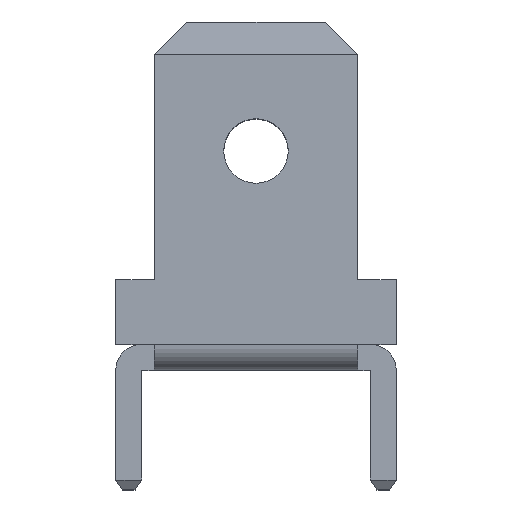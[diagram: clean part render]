
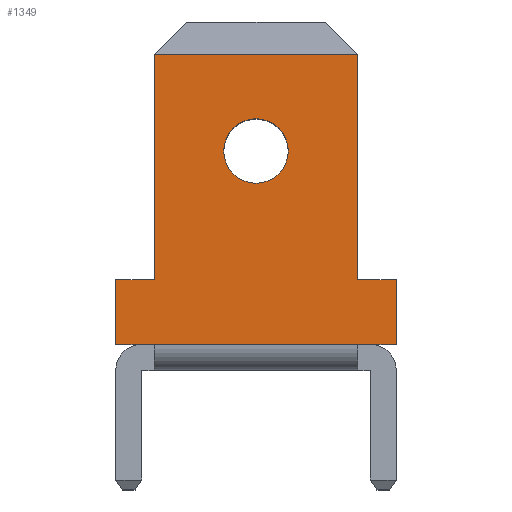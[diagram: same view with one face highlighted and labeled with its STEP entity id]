
A CAD part, top view. The second image highlights one B-rep face of the part: STEP entity #1349.
In plain terms, the highlighted planar face has unit normal (0, 0, 1).
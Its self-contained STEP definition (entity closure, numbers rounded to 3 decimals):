
#9 = CIRCLE ( 'NONE', #2256, 1. ) ;
#34 = ORIENTED_EDGE ( 'NONE', *, *, #1189, .T. ) ;
#49 = CARTESIAN_POINT ( 'NONE',  ( 3.15, 9.8, 4.7 ) ) ;
#84 = EDGE_CURVE ( 'NONE', #266, #2087, #955, .T. ) ;
#85 = VERTEX_POINT ( 'NONE', #1543 ) ;
#100 = VECTOR ( 'NONE', #1881, 1000. ) ;
#142 = LINE ( 'NONE', #1536, #262 ) ;
#204 = DIRECTION ( 'NONE',  ( 1., 0., 0. ) ) ;
#234 = DIRECTION ( 'NONE',  ( 1., 0., 0. ) ) ;
#250 = VERTEX_POINT ( 'NONE', #2580 ) ;
#261 = EDGE_CURVE ( 'NONE', #85, #289, #1639, .T. ) ;
#262 = VECTOR ( 'NONE', #755, 1000. ) ;
#266 = VERTEX_POINT ( 'NONE', #1383 ) ;
#280 = EDGE_CURVE ( 'NONE', #2070, #250, #833, .T. ) ;
#289 = VERTEX_POINT ( 'NONE', #2440 ) ;
#361 = ORIENTED_EDGE ( 'NONE', *, *, #1181, .T. ) ;
#408 = VERTEX_POINT ( 'NONE', #498 ) ;
#430 = CARTESIAN_POINT ( 'NONE',  ( 0., 6.8, 4.7 ) ) ;
#475 = EDGE_CURVE ( 'NONE', #1959, #266, #865, .T. ) ;
#488 = LINE ( 'NONE', #2458, #100 ) ;
#498 = CARTESIAN_POINT ( 'NONE',  ( -3.15, 0.8, 4.7 ) ) ;
#509 = VERTEX_POINT ( 'NONE', #949 ) ;
#522 = EDGE_CURVE ( 'NONE', #408, #840, #142, .T. ) ;
#579 = CARTESIAN_POINT ( 'NONE',  ( -3.15, 9.8, 4.7 ) ) ;
#691 = VECTOR ( 'NONE', #2331, 1000. ) ;
#738 = LINE ( 'NONE', #920, #2462 ) ;
#741 = CARTESIAN_POINT ( 'NONE',  ( 4.35, 2.8, 4.7 ) ) ;
#742 = AXIS2_PLACEMENT_3D ( 'NONE', #1563, #1184, #204 ) ;
#747 = CARTESIAN_POINT ( 'NONE',  ( 0., 0.8, 4.7 ) ) ;
#755 = DIRECTION ( 'NONE',  ( -1., 0., 0. ) ) ;
#765 = CARTESIAN_POINT ( 'NONE',  ( -4.35, 2.8, 4.7 ) ) ;
#781 = ORIENTED_EDGE ( 'NONE', *, *, #475, .F. ) ;
#833 = LINE ( 'NONE', #2431, #1850 ) ;
#840 = VERTEX_POINT ( 'NONE', #2436 ) ;
#865 = LINE ( 'NONE', #741, #2519 ) ;
#880 = EDGE_CURVE ( 'NONE', #408, #2087, #488, .T. ) ;
#920 = CARTESIAN_POINT ( 'NONE',  ( 0., 2.8, 4.7 ) ) ;
#949 = CARTESIAN_POINT ( 'NONE',  ( -3.15, 2.8, 4.7 ) ) ;
#955 = LINE ( 'NONE', #747, #691 ) ;
#972 = DIRECTION ( 'NONE',  ( 0., -1., 0. ) ) ;
#1003 = VECTOR ( 'NONE', #1571, 1000. ) ;
#1083 = DIRECTION ( 'NONE',  ( 1., 0., 0. ) ) ;
#1126 = LINE ( 'NONE', #1713, #1849 ) ;
#1128 = VECTOR ( 'NONE', #972, 1000. ) ;
#1181 = EDGE_CURVE ( 'NONE', #1402, #840, #2544, .T. ) ;
#1184 = DIRECTION ( 'NONE',  ( 0., 0., 1. ) ) ;
#1189 = EDGE_CURVE ( 'NONE', #509, #1402, #1518, .T. ) ;
#1209 = EDGE_CURVE ( 'NONE', #1959, #250, #738, .T. ) ;
#1228 = EDGE_CURVE ( 'NONE', #289, #85, #9, .T. ) ;
#1281 = CARTESIAN_POINT ( 'NONE',  ( -3.5, 9.8, 4.7 ) ) ;
#1282 = ORIENTED_EDGE ( 'NONE', *, *, #2128, .T. ) ;
#1301 = ORIENTED_EDGE ( 'NONE', *, *, #880, .T. ) ;
#1349 = ADVANCED_FACE ( 'NONE', ( #1995, #2380 ), #2563, .T. ) ;
#1374 = DIRECTION ( 'NONE',  ( 0., 0., 1. ) ) ;
#1383 = CARTESIAN_POINT ( 'NONE',  ( 4.35, 0.8, 4.7 ) ) ;
#1402 = VERTEX_POINT ( 'NONE', #2549 ) ;
#1484 = EDGE_LOOP ( 'NONE', ( #2048, #1912 ) ) ;
#1486 = ORIENTED_EDGE ( 'NONE', *, *, #280, .F. ) ;
#1518 = LINE ( 'NONE', #2321, #1003 ) ;
#1531 = ORIENTED_EDGE ( 'NONE', *, *, #1951, .F. ) ;
#1536 = CARTESIAN_POINT ( 'NONE',  ( 0., 0.8, 4.7 ) ) ;
#1543 = CARTESIAN_POINT ( 'NONE',  ( 1., 6.8, 4.7 ) ) ;
#1563 = CARTESIAN_POINT ( 'NONE',  ( 0., 2.8, 4.7 ) ) ;
#1571 = DIRECTION ( 'NONE',  ( -1., 0., 0. ) ) ;
#1589 = LINE ( 'NONE', #1281, #1899 ) ;
#1639 = CIRCLE ( 'NONE', #2531, 1. ) ;
#1681 = ORIENTED_EDGE ( 'NONE', *, *, #1209, .T. ) ;
#1713 = CARTESIAN_POINT ( 'NONE',  ( -3.15, 10.8, 4.7 ) ) ;
#1788 = CARTESIAN_POINT ( 'NONE',  ( 0., 6.8, 4.7 ) ) ;
#1849 = VECTOR ( 'NONE', #2094, 1000. ) ;
#1850 = VECTOR ( 'NONE', #2246, 1000. ) ;
#1881 = DIRECTION ( 'NONE',  ( 1., 0., 0. ) ) ;
#1899 = VECTOR ( 'NONE', #1083, 1000. ) ;
#1912 = ORIENTED_EDGE ( 'NONE', *, *, #1228, .F. ) ;
#1947 = DIRECTION ( 'NONE',  ( 0., -1., 0. ) ) ;
#1951 = EDGE_CURVE ( 'NONE', #2492, #2070, #1589, .T. ) ;
#1959 = VERTEX_POINT ( 'NONE', #2232 ) ;
#1970 = ORIENTED_EDGE ( 'NONE', *, *, #84, .F. ) ;
#1992 = DIRECTION ( 'NONE',  ( 1., 0., 0. ) ) ;
#1995 = FACE_OUTER_BOUND ( 'NONE', #2219, .T. ) ;
#2021 = DIRECTION ( 'NONE',  ( 0., 0., 1. ) ) ;
#2048 = ORIENTED_EDGE ( 'NONE', *, *, #261, .F. ) ;
#2070 = VERTEX_POINT ( 'NONE', #49 ) ;
#2087 = VERTEX_POINT ( 'NONE', #2140 ) ;
#2094 = DIRECTION ( 'NONE',  ( 0., -1., 0. ) ) ;
#2128 = EDGE_CURVE ( 'NONE', #2492, #509, #1126, .T. ) ;
#2140 = CARTESIAN_POINT ( 'NONE',  ( 3.15, 0.8, 4.7 ) ) ;
#2219 = EDGE_LOOP ( 'NONE', ( #1531, #1282, #34, #361, #2296, #1301, #1970, #781, #1681, #1486 ) ) ;
#2232 = CARTESIAN_POINT ( 'NONE',  ( 4.35, 2.8, 4.7 ) ) ;
#2246 = DIRECTION ( 'NONE',  ( 0., -1., 0. ) ) ;
#2256 = AXIS2_PLACEMENT_3D ( 'NONE', #1788, #1374, #1992 ) ;
#2296 = ORIENTED_EDGE ( 'NONE', *, *, #522, .F. ) ;
#2321 = CARTESIAN_POINT ( 'NONE',  ( 0., 2.8, 4.7 ) ) ;
#2331 = DIRECTION ( 'NONE',  ( -1., 0., 0. ) ) ;
#2380 = FACE_BOUND ( 'NONE', #1484, .T. ) ;
#2431 = CARTESIAN_POINT ( 'NONE',  ( 3.15, 10.8, 4.7 ) ) ;
#2436 = CARTESIAN_POINT ( 'NONE',  ( -4.35, 0.8, 4.7 ) ) ;
#2440 = CARTESIAN_POINT ( 'NONE',  ( -1., 6.8, 4.7 ) ) ;
#2458 = CARTESIAN_POINT ( 'NONE',  ( 0., 0.8, 4.7 ) ) ;
#2462 = VECTOR ( 'NONE', #2515, 1000. ) ;
#2492 = VERTEX_POINT ( 'NONE', #579 ) ;
#2515 = DIRECTION ( 'NONE',  ( -1., 0., 0. ) ) ;
#2519 = VECTOR ( 'NONE', #1947, 1000. ) ;
#2531 = AXIS2_PLACEMENT_3D ( 'NONE', #430, #2021, #234 ) ;
#2544 = LINE ( 'NONE', #765, #1128 ) ;
#2549 = CARTESIAN_POINT ( 'NONE',  ( -4.35, 2.8, 4.7 ) ) ;
#2563 = PLANE ( 'NONE',  #742 ) ;
#2580 = CARTESIAN_POINT ( 'NONE',  ( 3.15, 2.8, 4.7 ) ) ;
